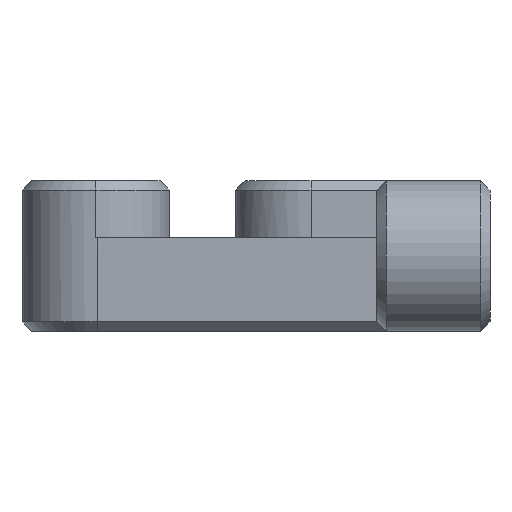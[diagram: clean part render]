
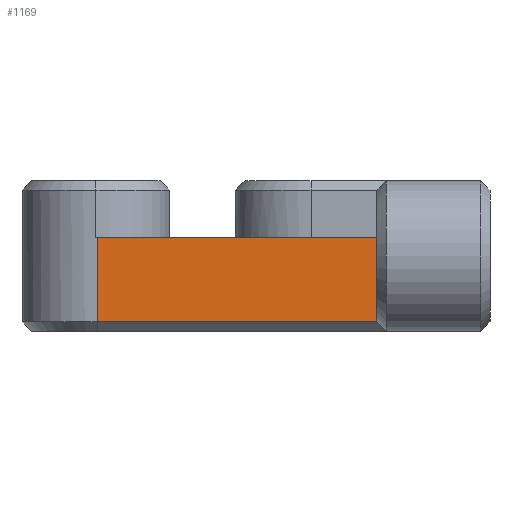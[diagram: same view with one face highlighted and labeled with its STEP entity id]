
A CAD part, front view. The second image highlights one B-rep face of the part: STEP entity #1169.
In plain terms, the highlighted planar face has unit normal (0, -1, 0).
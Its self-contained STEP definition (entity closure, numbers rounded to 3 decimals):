
#74=PLANE('',#1316);
#144=FACE_OUTER_BOUND('',#224,.T.);
#224=EDGE_LOOP('',(#1055,#1056,#1057,#1058));
#261=LINE('',#1805,#362);
#321=LINE('',#1987,#422);
#329=LINE('',#2018,#430);
#332=LINE('',#2023,#433);
#362=VECTOR('',#1429,4.);
#422=VECTOR('',#1631,10.);
#430=VECTOR('',#1673,10.);
#433=VECTOR('',#1678,10.);
#530=VERTEX_POINT('',#1802);
#531=VERTEX_POINT('',#1804);
#582=VERTEX_POINT('',#1979);
#588=VERTEX_POINT('',#2017);
#641=EDGE_CURVE('',#530,#531,#261,.T.);
#734=EDGE_CURVE('',#582,#530,#321,.T.);
#749=EDGE_CURVE('',#588,#531,#329,.T.);
#752=EDGE_CURVE('',#582,#588,#332,.T.);
#1055=ORIENTED_EDGE('',*,*,#734,.F.);
#1056=ORIENTED_EDGE('',*,*,#752,.T.);
#1057=ORIENTED_EDGE('',*,*,#749,.T.);
#1058=ORIENTED_EDGE('',*,*,#641,.F.);
#1169=ADVANCED_FACE('',(#144),#74,.T.);
#1316=AXIS2_PLACEMENT_3D('',#2022,#1676,#1677);
#1429=DIRECTION('',(0.,0.,1.));
#1631=DIRECTION('',(-1.,0.,0.));
#1673=DIRECTION('',(-1.,0.,0.));
#1676=DIRECTION('center_axis',(0.,-1.,0.));
#1677=DIRECTION('ref_axis',(1.,0.,0.));
#1678=DIRECTION('',(0.,0.,1.));
#1802=CARTESIAN_POINT('',(15.157,0.,0.5));
#1804=CARTESIAN_POINT('',(15.157,0.,5.));
#1805=CARTESIAN_POINT('',(15.157,0.,0.));
#1979=CARTESIAN_POINT('',(30.,0.,0.5));
#1987=CARTESIAN_POINT('',(17.25,0.,0.5));
#2017=CARTESIAN_POINT('',(30.,0.,5.));
#2018=CARTESIAN_POINT('',(16.5,0.,5.));
#2022=CARTESIAN_POINT('Origin',(11.,0.,0.));
#2023=CARTESIAN_POINT('',(30.,0.,0.));
